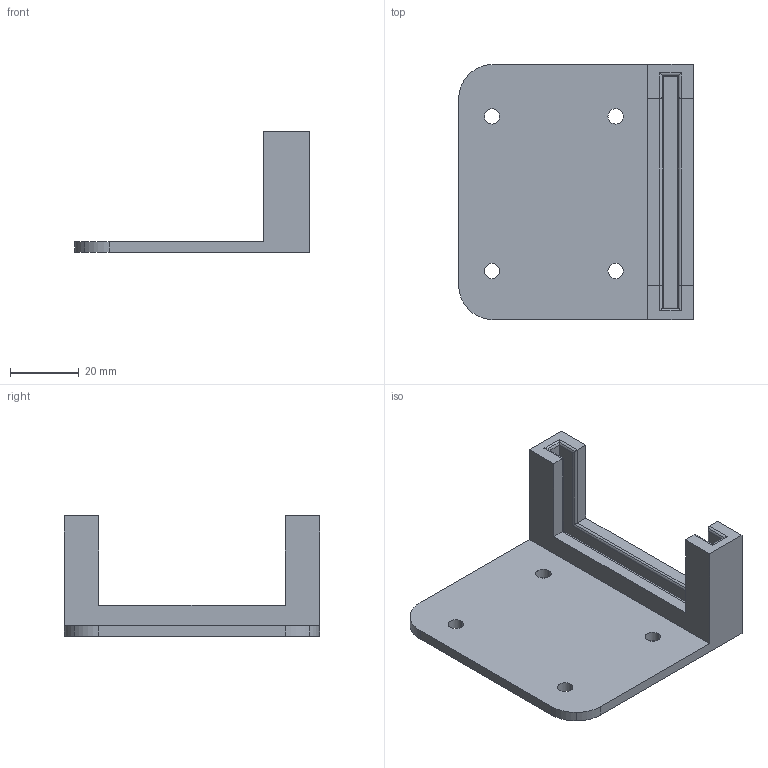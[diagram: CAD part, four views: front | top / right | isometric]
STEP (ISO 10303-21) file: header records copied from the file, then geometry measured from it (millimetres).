
FILE_DESCRIPTION(('STEP AP214'),'1');
FILE_NAME('AlternateDisplayHolder.stp','2016-10-13T16:55:08',(' '),(' '),'Spatial InterOp 3D',' ',' ');
FILE_SCHEMA(('automotive_design'));
Length unit declared in the file: metre
Products named in the file (1): Solid
Bounding box: 68.25 x 74.25 x 35 mm (x, y, z)
Volume: 24471.2 mm3; surface area: 15817.5 mm2
Topology: 1 solids, 1 shells, 56 faces, 138 edges, 84 vertices
Faces by surface type: cylinder 36, plane 20
Entity records: 2127 total; most frequent: DIRECTION 300, CARTESIAN_POINT 279, ORIENTED_EDGE 276, EDGE_CURVE 138, AXIS2_PLACEMENT_3D 105, LINE 90, VECTOR 90, VERTEX_POINT 84
